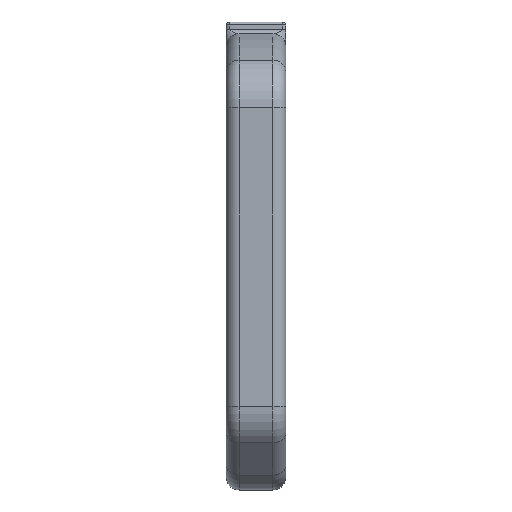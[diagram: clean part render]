
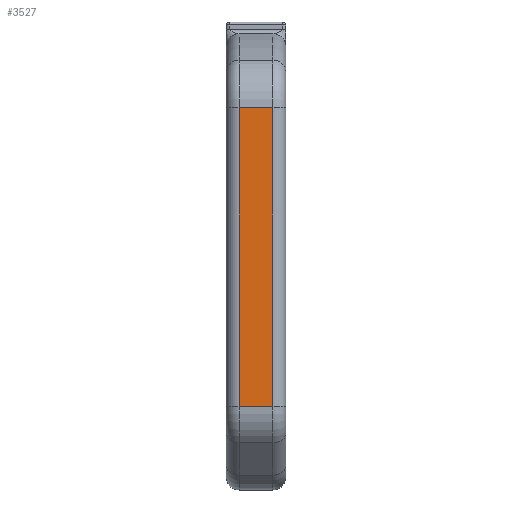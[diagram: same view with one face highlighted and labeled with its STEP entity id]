
A CAD part, left-side view. The second image highlights one B-rep face of the part: STEP entity #3527.
In plain terms, the highlighted planar face has unit normal (-1, 0, 0).
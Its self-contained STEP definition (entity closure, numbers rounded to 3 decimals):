
#152=PLANE('',#4011);
#344=FACE_OUTER_BOUND('',#561,.T.);
#561=EDGE_LOOP('',(#3084,#3085,#3086,#3087));
#797=LINE('',#7373,#1029);
#806=LINE('',#7428,#1038);
#809=LINE('',#7440,#1041);
#810=LINE('',#7442,#1042);
#1029=VECTOR('',#5057,10.);
#1038=VECTOR('',#5134,10.);
#1041=VECTOR('',#5153,10.);
#1042=VECTOR('',#5156,10.);
#1629=VERTEX_POINT('',#7363);
#1631=VERTEX_POINT('',#7369);
#1643=VERTEX_POINT('',#7422);
#1644=VERTEX_POINT('',#7426);
#2117=EDGE_CURVE('',#1629,#1631,#797,.T.);
#2146=EDGE_CURVE('',#1644,#1643,#806,.T.);
#2152=EDGE_CURVE('',#1631,#1644,#809,.T.);
#2153=EDGE_CURVE('',#1643,#1629,#810,.T.);
#3084=ORIENTED_EDGE('',*,*,#2146,.F.);
#3085=ORIENTED_EDGE('',*,*,#2152,.F.);
#3086=ORIENTED_EDGE('',*,*,#2117,.F.);
#3087=ORIENTED_EDGE('',*,*,#2153,.F.);
#3527=ADVANCED_FACE('',(#344),#152,.T.);
#4011=AXIS2_PLACEMENT_3D('',#7441,#5154,#5155);
#5057=DIRECTION('',(0.,0.,1.));
#5134=DIRECTION('',(0.,0.,-1.));
#5153=DIRECTION('',(0.,-1.,0.));
#5154=DIRECTION('center_axis',(-1.,0.,0.));
#5155=DIRECTION('ref_axis',(0.,0.,1.));
#5156=DIRECTION('',(0.,1.,0.));
#7363=CARTESIAN_POINT('',(-43.6,11.,11.657));
#7369=CARTESIAN_POINT('',(-43.6,11.,82.018));
#7373=CARTESIAN_POINT('',(-43.6,11.,26.893));
#7422=CARTESIAN_POINT('',(-43.6,3.,11.657));
#7426=CARTESIAN_POINT('',(-43.6,3.,82.018));
#7428=CARTESIAN_POINT('',(-43.6,3.,26.893));
#7440=CARTESIAN_POINT('',(-43.6,0.,82.018));
#7441=CARTESIAN_POINT('Origin',(-43.6,0.,6.686));
#7442=CARTESIAN_POINT('',(-43.6,0.,11.657));
